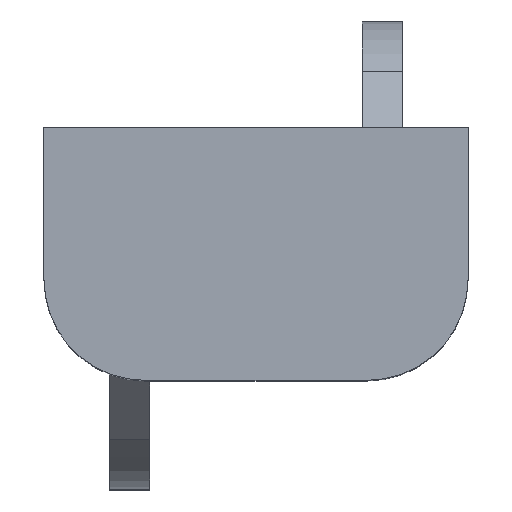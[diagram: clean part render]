
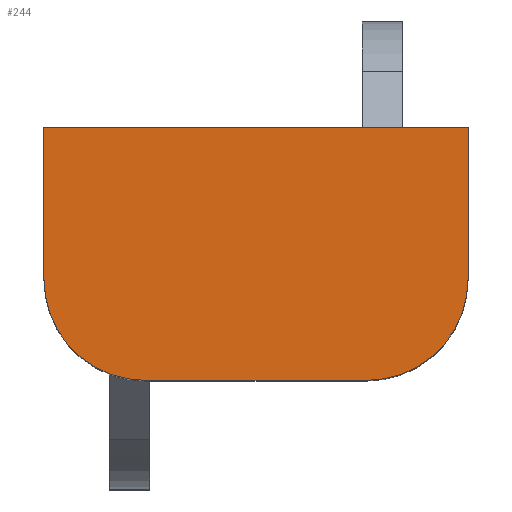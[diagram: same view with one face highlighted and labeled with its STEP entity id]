
A CAD part, top view. The second image highlights one B-rep face of the part: STEP entity #244.
In plain terms, the highlighted planar face has unit normal (0, 0, 1).
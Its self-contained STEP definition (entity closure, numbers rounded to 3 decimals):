
#47 = VERTEX_POINT('',#48);
#48 = CARTESIAN_POINT('',(-2.1,-0.25,4.2));
#54 = EDGE_CURVE('',#47,#55,#57,.T.);
#55 = VERTEX_POINT('',#56);
#56 = CARTESIAN_POINT('',(-2.1,1.25,4.2));
#57 = LINE('',#58,#59);
#58 = CARTESIAN_POINT('',(-2.1,-0.25,4.2));
#59 = VECTOR('',#60,1.);
#60 = DIRECTION('',(0.,1.,0.));
#85 = EDGE_CURVE('',#55,#86,#88,.T.);
#86 = VERTEX_POINT('',#87);
#87 = CARTESIAN_POINT('',(2.1,1.25,4.2));
#88 = LINE('',#89,#90);
#89 = CARTESIAN_POINT('',(-2.1,1.25,4.2));
#90 = VECTOR('',#91,1.);
#91 = DIRECTION('',(1.,0.,0.));
#116 = EDGE_CURVE('',#86,#117,#119,.T.);
#117 = VERTEX_POINT('',#118);
#118 = CARTESIAN_POINT('',(2.1,-0.25,4.2));
#119 = LINE('',#120,#121);
#120 = CARTESIAN_POINT('',(2.1,1.25,4.2));
#121 = VECTOR('',#122,1.);
#122 = DIRECTION('',(0.,-1.,0.));
#149 = VERTEX_POINT('',#150);
#150 = CARTESIAN_POINT('',(1.1,-1.25,4.2));
#156 = EDGE_CURVE('',#149,#117,#157,.T.);
#157 = CIRCLE('',#158,1.);
#158 = AXIS2_PLACEMENT_3D('',#159,#160,#161);
#159 = CARTESIAN_POINT('',(1.1,-0.25,4.2));
#160 = DIRECTION('',(0.,0.,1.));
#161 = DIRECTION('',(1.,0.,0.));
#182 = VERTEX_POINT('',#183);
#183 = CARTESIAN_POINT('',(-1.1,-1.25,4.2));
#189 = EDGE_CURVE('',#182,#149,#190,.T.);
#190 = LINE('',#191,#192);
#191 = CARTESIAN_POINT('',(-1.1,-1.25,4.2));
#192 = VECTOR('',#193,1.);
#193 = DIRECTION('',(1.,0.,0.));
#211 = EDGE_CURVE('',#47,#182,#212,.T.);
#212 = CIRCLE('',#213,1.);
#213 = AXIS2_PLACEMENT_3D('',#214,#215,#216);
#214 = CARTESIAN_POINT('',(-1.1,-0.25,4.2));
#215 = DIRECTION('',(0.,0.,1.));
#216 = DIRECTION('',(1.,0.,0.));
#244 = ADVANCED_FACE('',(#245),#253,.T.);
#245 = FACE_BOUND('',#246,.F.);
#246 = EDGE_LOOP('',(#247,#248,#249,#250,#251,#252));
#247 = ORIENTED_EDGE('',*,*,#54,.T.);
#248 = ORIENTED_EDGE('',*,*,#85,.T.);
#249 = ORIENTED_EDGE('',*,*,#116,.T.);
#250 = ORIENTED_EDGE('',*,*,#156,.F.);
#251 = ORIENTED_EDGE('',*,*,#189,.F.);
#252 = ORIENTED_EDGE('',*,*,#211,.F.);
#253 = PLANE('',#254);
#254 = AXIS2_PLACEMENT_3D('',#255,#256,#257);
#255 = CARTESIAN_POINT('',(0.,0.103,4.2));
#256 = DIRECTION('',(0.,0.,1.));
#257 = DIRECTION('',(1.,0.,0.));
